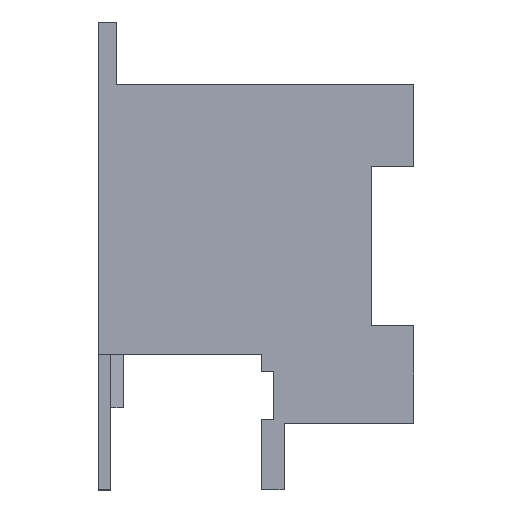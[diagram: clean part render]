
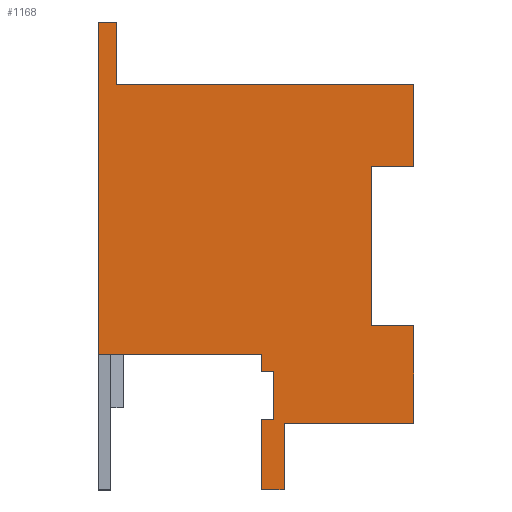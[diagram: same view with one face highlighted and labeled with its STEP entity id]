
A CAD part, top view. The second image highlights one B-rep face of the part: STEP entity #1168.
In plain terms, the highlighted planar face has unit normal (0, 0, 1).
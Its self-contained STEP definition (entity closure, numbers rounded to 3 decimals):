
#96=FACE_OUTER_BOUND('',#163,.T.);
#163=EDGE_LOOP('',(#1014,#1015,#1016,#1017,#1018,#1019,#1020,#1021,#1022,
#1023,#1024,#1025,#1026,#1027,#1028,#1029,#1030,#1031));
#267=LINE('',#1770,#417);
#269=LINE('',#1774,#419);
#271=LINE('',#1778,#421);
#273=LINE('',#1782,#423);
#277=LINE('',#1788,#427);
#279=LINE('',#1792,#429);
#281=LINE('',#1796,#431);
#282=LINE('',#1799,#432);
#284=LINE('',#1803,#434);
#287=LINE('',#1809,#437);
#289=LINE('',#1813,#439);
#291=LINE('',#1817,#441);
#293=LINE('',#1821,#443);
#295=LINE('',#1824,#445);
#297=LINE('',#1829,#447);
#315=LINE('',#1866,#465);
#316=LINE('',#1869,#466);
#317=LINE('',#1870,#467);
#417=VECTOR('',#1438,10.);
#419=VECTOR('',#1442,10.);
#421=VECTOR('',#1446,10.);
#423=VECTOR('',#1450,10.);
#427=VECTOR('',#1456,10.);
#429=VECTOR('',#1460,10.);
#431=VECTOR('',#1464,10.);
#432=VECTOR('',#1467,10.);
#434=VECTOR('',#1471,10.);
#437=VECTOR('',#1476,10.);
#439=VECTOR('',#1480,10.);
#441=VECTOR('',#1484,10.);
#443=VECTOR('',#1488,10.);
#445=VECTOR('',#1492,10.);
#447=VECTOR('',#1496,10.);
#465=VECTOR('',#1534,10.);
#466=VECTOR('',#1537,10.);
#467=VECTOR('',#1538,10.);
#549=VERTEX_POINT('',#1767);
#550=VERTEX_POINT('',#1769);
#551=VERTEX_POINT('',#1773);
#552=VERTEX_POINT('',#1777);
#553=VERTEX_POINT('',#1781);
#554=VERTEX_POINT('',#1786);
#555=VERTEX_POINT('',#1790);
#556=VERTEX_POINT('',#1794);
#557=VERTEX_POINT('',#1798);
#558=VERTEX_POINT('',#1802);
#559=VERTEX_POINT('',#1806);
#560=VERTEX_POINT('',#1808);
#561=VERTEX_POINT('',#1812);
#562=VERTEX_POINT('',#1816);
#563=VERTEX_POINT('',#1820);
#565=VERTEX_POINT('',#1828);
#574=VERTEX_POINT('',#1864);
#575=VERTEX_POINT('',#1868);
#681=EDGE_CURVE('',#550,#549,#267,.T.);
#683=EDGE_CURVE('',#550,#551,#269,.T.);
#685=EDGE_CURVE('',#551,#552,#271,.F.);
#687=EDGE_CURVE('',#552,#553,#273,.F.);
#691=EDGE_CURVE('',#553,#554,#277,.F.);
#693=EDGE_CURVE('',#554,#555,#279,.F.);
#695=EDGE_CURVE('',#555,#556,#281,.F.);
#696=EDGE_CURVE('',#556,#557,#282,.T.);
#698=EDGE_CURVE('',#557,#558,#284,.F.);
#701=EDGE_CURVE('',#560,#559,#287,.T.);
#703=EDGE_CURVE('',#561,#560,#289,.T.);
#705=EDGE_CURVE('',#562,#561,#291,.T.);
#707=EDGE_CURVE('',#563,#562,#293,.T.);
#709=EDGE_CURVE('',#549,#563,#295,.F.);
#711=EDGE_CURVE('',#558,#565,#297,.F.);
#730=EDGE_CURVE('',#574,#559,#315,.F.);
#731=EDGE_CURVE('',#575,#574,#316,.F.);
#732=EDGE_CURVE('',#565,#575,#317,.T.);
#1014=ORIENTED_EDGE('',*,*,#709,.T.);
#1015=ORIENTED_EDGE('',*,*,#707,.T.);
#1016=ORIENTED_EDGE('',*,*,#705,.T.);
#1017=ORIENTED_EDGE('',*,*,#703,.T.);
#1018=ORIENTED_EDGE('',*,*,#701,.T.);
#1019=ORIENTED_EDGE('',*,*,#730,.F.);
#1020=ORIENTED_EDGE('',*,*,#731,.F.);
#1021=ORIENTED_EDGE('',*,*,#732,.F.);
#1022=ORIENTED_EDGE('',*,*,#711,.F.);
#1023=ORIENTED_EDGE('',*,*,#698,.F.);
#1024=ORIENTED_EDGE('',*,*,#696,.F.);
#1025=ORIENTED_EDGE('',*,*,#695,.F.);
#1026=ORIENTED_EDGE('',*,*,#693,.F.);
#1027=ORIENTED_EDGE('',*,*,#691,.F.);
#1028=ORIENTED_EDGE('',*,*,#687,.F.);
#1029=ORIENTED_EDGE('',*,*,#685,.F.);
#1030=ORIENTED_EDGE('',*,*,#683,.F.);
#1031=ORIENTED_EDGE('',*,*,#681,.T.);
#1109=PLANE('',#1252);
#1168=ADVANCED_FACE('',(#96),#1109,.T.);
#1252=AXIS2_PLACEMENT_3D('',#1867,#1535,#1536);
#1438=DIRECTION('',(-1.,0.,0.));
#1442=DIRECTION('',(0.,-1.,0.));
#1446=DIRECTION('',(1.,0.,0.));
#1450=DIRECTION('',(0.,1.,0.));
#1456=DIRECTION('',(1.,0.,0.));
#1460=DIRECTION('',(0.,-1.,0.));
#1464=DIRECTION('',(-1.,0.,0.));
#1467=DIRECTION('',(0.,1.,0.));
#1471=DIRECTION('',(1.,0.,0.));
#1476=DIRECTION('',(0.,1.,0.));
#1480=DIRECTION('',(-1.,0.,0.));
#1484=DIRECTION('',(0.,1.,0.));
#1488=DIRECTION('',(1.,0.,0.));
#1492=DIRECTION('',(0.,-1.,0.));
#1496=DIRECTION('',(0.,-1.,0.));
#1534=DIRECTION('',(-1.,0.,0.));
#1535=DIRECTION('center_axis',(0.,0.,
1.));
#1536=DIRECTION('ref_axis',(1.,0.,0.));
#1537=DIRECTION('',(0.,-1.,0.));
#1538=DIRECTION('',(-1.,0.,0.));
#1767=CARTESIAN_POINT('',(8.355,-5.54,11.115));
#1769=CARTESIAN_POINT('',(11.696,-5.54,11.115));
#1770=CARTESIAN_POINT('',(8.44,-5.54,11.115));
#1773=CARTESIAN_POINT('',(11.696,-13.24,11.115));
#1774=CARTESIAN_POINT('',(11.696,-5.07,11.115));
#1777=CARTESIAN_POINT('',(1.43,-13.24,11.115));
#1778=CARTESIAN_POINT('',(-1.499,-13.24,11.115));
#1781=CARTESIAN_POINT('',(1.43,-18.5,11.115));
#1782=CARTESIAN_POINT('',(1.43,-6.723,11.115));
#1786=CARTESIAN_POINT('',(-0.38,-18.5,11.115));
#1788=CARTESIAN_POINT('',(-4.932,-18.5,11.115));
#1790=CARTESIAN_POINT('',(-0.38,-12.945,11.115));
#1792=CARTESIAN_POINT('',(-0.38,-6.648,11.115));
#1794=CARTESIAN_POINT('',(0.62,-12.945,11.115));
#1796=CARTESIAN_POINT('',(-1.931,-12.945,11.115));
#1798=CARTESIAN_POINT('',(0.62,-9.147,11.115));
#1799=CARTESIAN_POINT('',(0.62,-5.523,11.115));
#1802=CARTESIAN_POINT('',(-0.38,-9.147,11.115));
#1803=CARTESIAN_POINT('',(-1.931,-9.147,11.115));
#1806=CARTESIAN_POINT('',(-11.86,18.5,11.115));
#1808=CARTESIAN_POINT('',(-11.86,13.554,11.115));
#1809=CARTESIAN_POINT('',(-11.86,6.027,11.115));
#1812=CARTESIAN_POINT('',(11.696,13.554,11.115));
#1813=CARTESIAN_POINT('',(-3.092,13.554,11.115));
#1816=CARTESIAN_POINT('',(11.696,7.054,11.115));
#1817=CARTESIAN_POINT('',(11.696,5.527,11.115));
#1820=CARTESIAN_POINT('',(8.355,7.054,11.115));
#1821=CARTESIAN_POINT('',(10.611,7.054,11.115));
#1824=CARTESIAN_POINT('',(8.355,-4.808,11.115));
#1828=CARTESIAN_POINT('',(-0.38,-7.796,11.115));
#1829=CARTESIAN_POINT('',(-0.38,-6.648,11.115));
#1864=CARTESIAN_POINT('',(-13.295,18.5,11.115));
#1866=CARTESIAN_POINT('',(-8.856,18.5,11.115));
#1867=CARTESIAN_POINT('Origin',(-3.932,0.,11.115));
#1868=CARTESIAN_POINT('',(-13.295,-7.796,11.115));
#1869=CARTESIAN_POINT('',(-13.295,-0.013,11.115));
#1870=CARTESIAN_POINT('',(2.279,-7.796,11.115));
